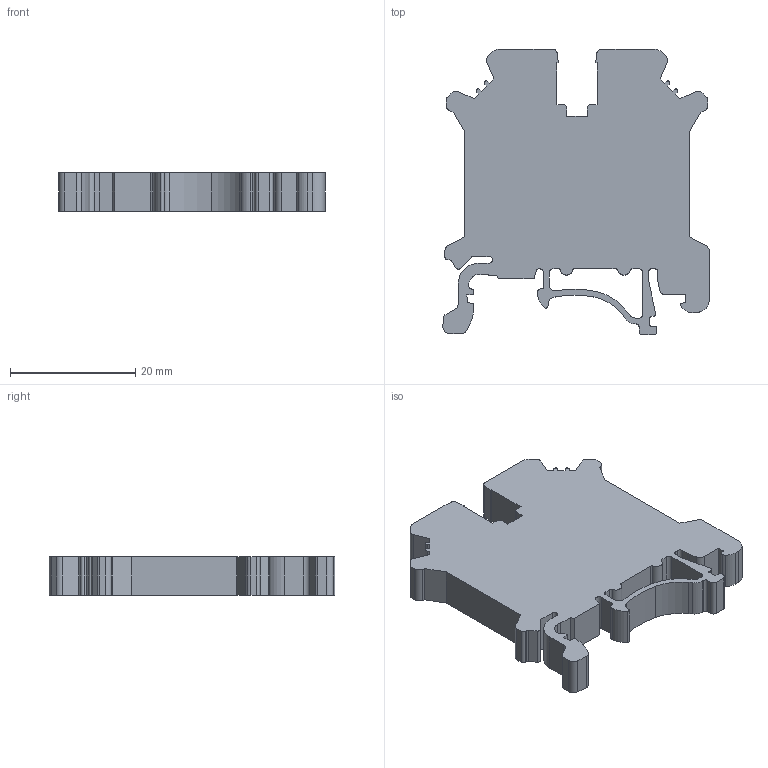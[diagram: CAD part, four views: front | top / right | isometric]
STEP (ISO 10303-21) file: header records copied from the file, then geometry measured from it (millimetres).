
FILE_DESCRIPTION(/* description */ (''),/* implementation_level */ '2;1');
FILE_NAME(/* name */ '305901.stp',/* time_stamp */ '2022-04-29T12:55:56+08:00',/* author */ (''),/* organization */ (''),/* preprocessor_version */ 'ST-DEVELOPER v16.7',/* originating_system */ 'SIEMENS PLM Software NX 12.0',/* authorisation */ '');
FILE_SCHEMA (('AUTOMOTIVE_DESIGN { 1 0 10303 214 3 1 1 1 }'));
Length unit declared in the file: millimetre
Products named in the file (1): SP3F1070E22z6k
Bounding box: 42.53 x 45.65 x 6.1 mm (x, y, z)
Volume: 7993.2 mm3; surface area: 4473.9 mm2
Topology: 1 solids, 1 shells, 189 faces, 555 edges, 370 vertices
Faces by surface type: plane 108, cylinder 77, extrusion 4
Full cylindrical faces by diameter (mm): 3.9 x2
Entity records: 6391 total; most frequent: CARTESIAN_POINT 1221, ORIENTED_EDGE 1102, DIRECTION 1063, EDGE_CURVE 551, VECTOR 391, LINE 387, VERTEX_POINT 368, AXIS2_PLACEMENT_3D 336
